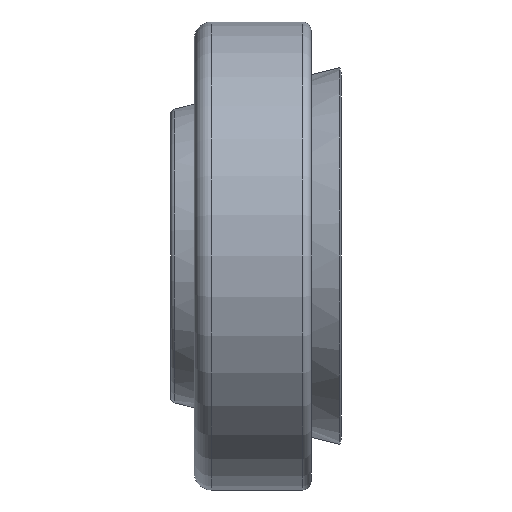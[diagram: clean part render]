
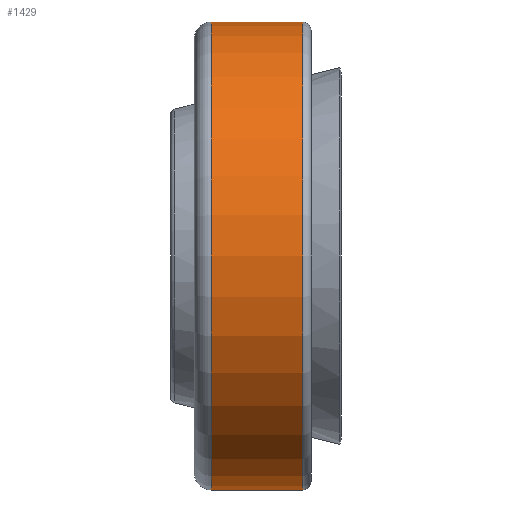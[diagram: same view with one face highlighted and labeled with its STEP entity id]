
A CAD part, front view. The second image highlights one B-rep face of the part: STEP entity #1429.
In plain terms, the highlighted cylindrical face has radius 17.494 mm (diameter 34.989 mm), a partial arc.
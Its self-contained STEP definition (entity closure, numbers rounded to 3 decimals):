
#1429=ADVANCED_FACE('',(#2865),#2866,.T.);
#2865=FACE_OUTER_BOUND('',#4307,.T.);
#2866=CYLINDRICAL_SURFACE('',#4308,17.494);
#4307=EDGE_LOOP('',(#8329,#8330,#8331,#8332));
#4308=AXIS2_PLACEMENT_3D('',#8333,#8334,#8335);
#8329=ORIENTED_EDGE('',*,*,#9239,.T.);
#8330=ORIENTED_EDGE('',*,*,#9919,.F.);
#8331=ORIENTED_EDGE('',*,*,#9241,.T.);
#8332=ORIENTED_EDGE('',*,*,#9917,.T.);
#8333=CARTESIAN_POINT('',(4.672,0.0,0.0));
#8334=DIRECTION('',(-1.0,0.0,0.0));
#8335=DIRECTION('',(0.0,0.,1.0));
#9239=EDGE_CURVE('',#11222,#11213,#11223,.T.);
#9241=EDGE_CURVE('',#11216,#11224,#11226,.T.);
#9917=EDGE_CURVE('',#11224,#11222,#12228,.T.);
#9919=EDGE_CURVE('',#11216,#11213,#12230,.T.);
#11213=VERTEX_POINT('',#14020);
#11216=VERTEX_POINT('',#14023);
#11222=VERTEX_POINT('',#14029);
#11223=LINE('',#14030,#14031);
#11224=VERTEX_POINT('',#14032);
#11226=LINE('',#14034,#14035);
#12228=CIRCLE('',#15487,17.494);
#12230=CIRCLE('',#15489,17.494);
#14020=CARTESIAN_POINT('',(1.26,0.,17.494));
#14023=CARTESIAN_POINT('',(1.26,0.,-17.494));
#14029=CARTESIAN_POINT('',(8.085,0.,17.494));
#14030=CARTESIAN_POINT('',(4.672,0.,17.494));
#14031=VECTOR('',#16360,1.0);
#14032=CARTESIAN_POINT('',(8.085,0.,-17.494));
#14034=CARTESIAN_POINT('',(4.672,0.,-17.494));
#14035=VECTOR('',#16364,1.0);
#15487=AXIS2_PLACEMENT_3D('',#16938,#16939,#16940);
#15489=AXIS2_PLACEMENT_3D('',#16941,#16942,#16943);
#16360=DIRECTION('',(-1.0,0.0,0.0));
#16364=DIRECTION('',(1.0,-0.0,-0.0));
#16938=CARTESIAN_POINT('',(8.085,0.0,0.0));
#16939=DIRECTION('',(-1.0,0.0,0.0));
#16940=DIRECTION('',(0.0,0.,1.0));
#16941=CARTESIAN_POINT('',(1.26,0.0,0.0));
#16942=DIRECTION('',(-1.0,0.0,0.0));
#16943=DIRECTION('',(0.0,0.,1.0));
